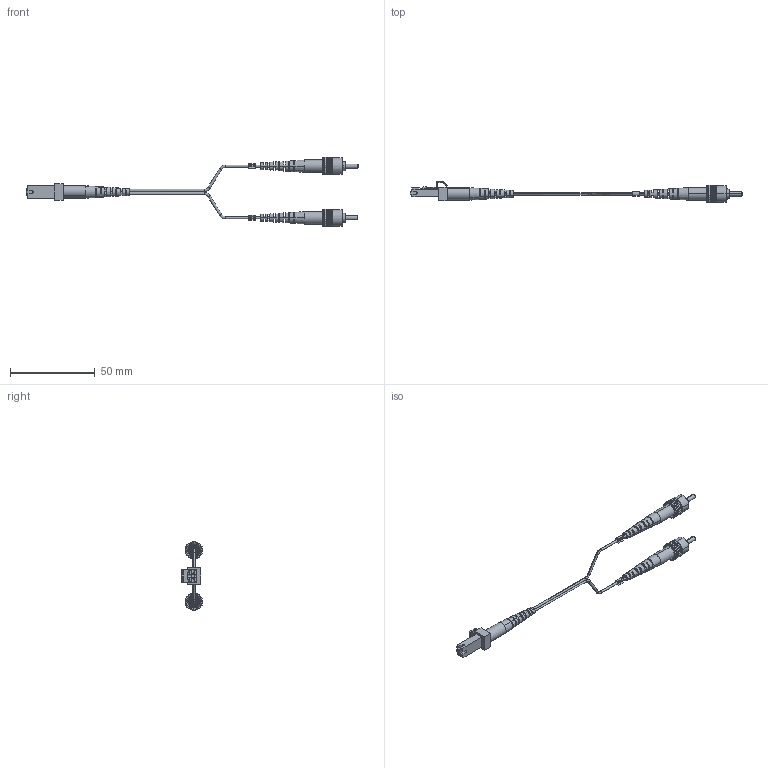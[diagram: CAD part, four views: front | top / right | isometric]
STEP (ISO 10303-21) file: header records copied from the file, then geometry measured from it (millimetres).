
FILE_DESCRIPTION (( 'STEP AP203' ), '1' );
FILE_NAME ('FODST50-MT.STEP', '2006-06-23T19:36:31', ( 'lcom' ), ( 'lcom' ), 'SwSTEP 2.0', 'SolidWorks 2006004', '' );
FILE_SCHEMA (( 'CONFIG_CONTROL_DESIGN' ));
Length unit declared in the file: inch
Products named in the file (12): 1BA04-003; 1AL06-029_FODZMT-LC; FODST50-MT; 1AF05-006; 1AY07-006; 1AF05-006-MA2; 1AF05-006-MA1; 1AF05-006-MA3; 1AY07-005; 1AF03-001-MA2_WITHOUT FERRULE; 1AF03-001-MA1; 1AF03-001
Assembly tree (12 placements, depth 3):
  FODST50-MT
    1BA04-003
    1AL06-029_FODZMT-LC
    1AF05-006  x2
      1AF05-006-MA2
      1AF05-006-MA3
      1AF05-006-MA1
    1AY07-005
    1AF03-001
      1AF03-001-MA1
      1AF03-001-MA2_WITHOUT FERRULE
    1AY07-006
Bounding box: 196.09 x 12.59 x 40.78 mm (x, y, z)
Volume: 4947 mm3; surface area: 9610 mm2
Topology: 12 solids, 12 shells, 601 faces, 1750 edges, 1154 vertices
Faces by surface type: plane 476, cylinder 76, cone 28, torus 12, bspline 9
Entity records: 16405 total; most frequent: CARTESIAN_POINT 3958, ORIENTED_EDGE 2426, DIRECTION 2229, EDGE_CURVE 1213, VERTEX_POINT 798, VECTOR 743, LINE 743, AXIS2_PLACEMENT_3D 743
